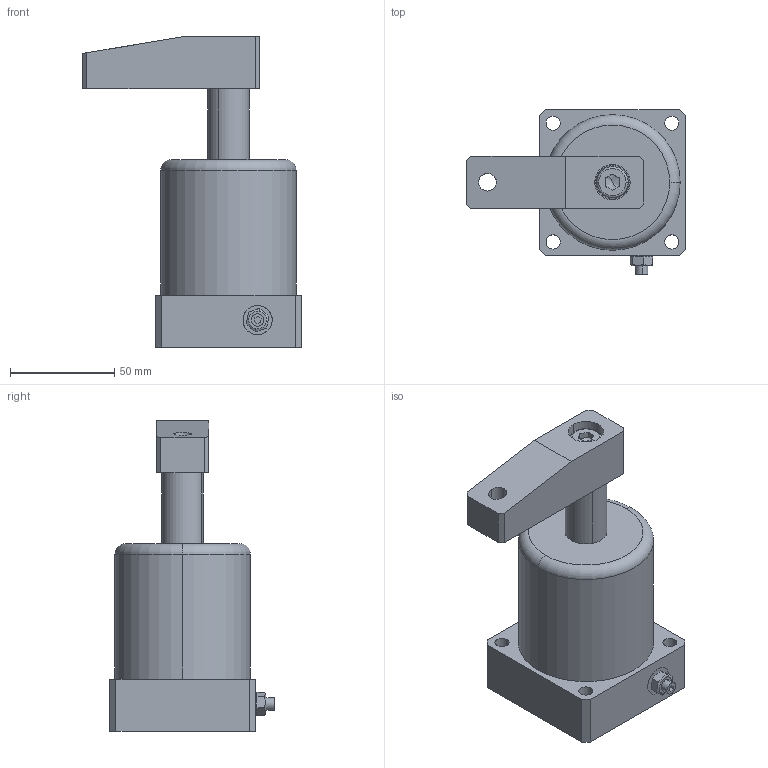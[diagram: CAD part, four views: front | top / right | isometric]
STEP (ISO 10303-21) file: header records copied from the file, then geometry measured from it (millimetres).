
FILE_DESCRIPTION (( 'STEP AP203' ), '1' );
FILE_NAME ('HASC-MF50S.STEP', '2020-09-15T09:18:32', ( '微软用户' ), ( '微软中国' ), 'SwSTEP 2.0', 'SolidWorks 2012', '' );
FILE_SCHEMA (( 'CONFIG_CONTROL_DESIGN' ));
Length unit declared in the file: millimetre
Products named in the file (6): HASC-MF50掛极; HASC-MF50S等旋; HASC-50S活塞杆; 覃誹蹟譫; hex lobular socket head cap screws-4.8 gb_GB_HEXAGON_TYPE21 M10X30-30-N; HASC-MF50S
Assembly tree (5 placements, depth 2):
  HASC-MF50S
    HASC-MF50掛极
    HASC-MF50S等旋
    HASC-50S活塞杆
    覃誹蹟譫
    hex lobular socket head cap screws-4.8 gb_GB_HEXAGON_TYPE21 M10X30-30-N
Bounding box: 105 x 79 x 149 mm (x, y, z)
Volume: 330275.1 mm3; surface area: 68060.8 mm2
Topology: 5 solids, 5 shells, 182 faces, 431 edges, 277 vertices
Faces by surface type: plane 92, cylinder 46, bspline 20, cone 14, torus 10
Entity records: 6735 total; most frequent: CARTESIAN_POINT 1956, ORIENTED_EDGE 850, DIRECTION 837, EDGE_CURVE 425, AXIS2_PLACEMENT_3D 294, VERTEX_POINT 277, VECTOR 249, LINE 249
